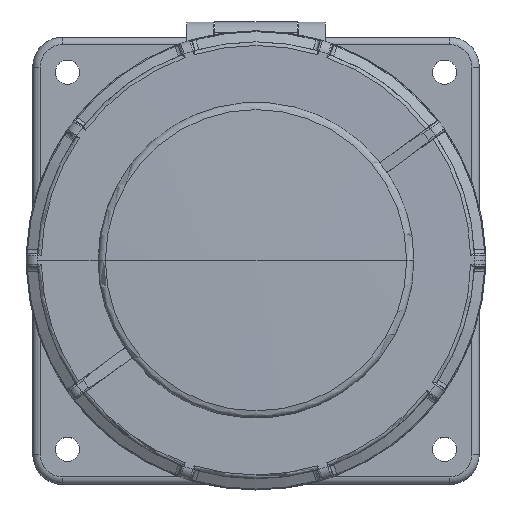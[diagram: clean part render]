
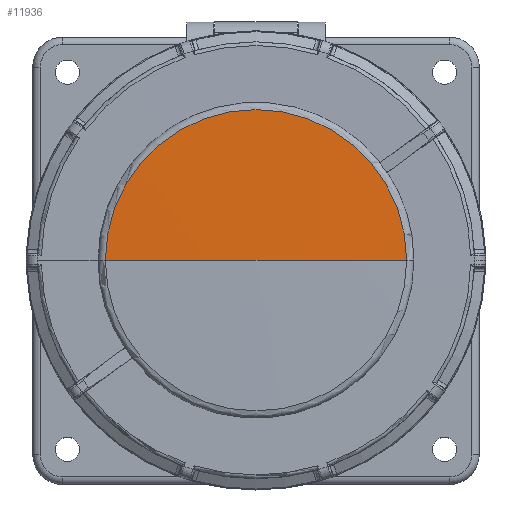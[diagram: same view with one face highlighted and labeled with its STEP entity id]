
A CAD part, top view. The second image highlights one B-rep face of the part: STEP entity #11936.
In plain terms, the highlighted spherical face has radius 1664.54 mm.
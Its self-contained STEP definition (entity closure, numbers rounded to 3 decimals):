
#1665 = DIRECTION ( 'NONE',  ( 0., 0., 1. ) ) ;
#2401 = EDGE_LOOP ( 'NONE', ( #19878, #18516, #16953 ) ) ;
#2585 = DIRECTION ( 'NONE',  ( 1., 0., 0. ) ) ;
#4503 = CIRCLE ( 'NONE', #17461, 1664.536 ) ;
#5223 = AXIS2_PLACEMENT_3D ( 'NONE', #20839, #10291, #12260 ) ;
#6326 = VERTEX_POINT ( 'NONE', #8293 ) ;
#7256 = FACE_OUTER_BOUND ( 'NONE', #2401, .T. ) ;
#7721 = EDGE_CURVE ( 'NONE', #17734, #24670, #14137, .T. ) ;
#8293 = CARTESIAN_POINT ( 'NONE',  ( 0., -0.009, 102.434 ) ) ;
#10291 = DIRECTION ( 'NONE',  ( 0., -1., 0. ) ) ;
#11936 = ADVANCED_FACE ( 'NONE', ( #7256 ), #22976, .T. ) ;
#12260 = DIRECTION ( 'NONE',  ( -1., 0., 0. ) ) ;
#13361 = DIRECTION ( 'NONE',  ( 0., -1., 0. ) ) ;
#13638 = CARTESIAN_POINT ( 'NONE',  ( 0., -0.009, -1562.102 ) ) ;
#13724 = AXIS2_PLACEMENT_3D ( 'NONE', #20624, #1665, #25288 ) ;
#14137 = CIRCLE ( 'NONE', #13724, 40.348 ) ;
#14197 = EDGE_CURVE ( 'NONE', #17734, #6326, #23500, .T. ) ;
#16719 = DIRECTION ( 'NONE',  ( 0., 0., 1. ) ) ;
#16758 = AXIS2_PLACEMENT_3D ( 'NONE', #13638, #13361, #2585 ) ;
#16953 = ORIENTED_EDGE ( 'NONE', *, *, #24251, .T. ) ;
#17255 = CARTESIAN_POINT ( 'NONE',  ( -40.348, -0.009, 101.945 ) ) ;
#17461 = AXIS2_PLACEMENT_3D ( 'NONE', #18430, #22812, #16719 ) ;
#17734 = VERTEX_POINT ( 'NONE', #23716 ) ;
#18430 = CARTESIAN_POINT ( 'NONE',  ( 0., -0.009, -1562.102 ) ) ;
#18516 = ORIENTED_EDGE ( 'NONE', *, *, #7721, .T. ) ;
#19878 = ORIENTED_EDGE ( 'NONE', *, *, #14197, .F. ) ;
#20624 = CARTESIAN_POINT ( 'NONE',  ( 0., -0.009, 101.945 ) ) ;
#20839 = CARTESIAN_POINT ( 'NONE',  ( 0., -0.009, -1562.102 ) ) ;
#22812 = DIRECTION ( 'NONE',  ( 0., 1., 0. ) ) ;
#22976 = SPHERICAL_SURFACE ( 'NONE', #5223, 1664.536 ) ;
#23500 = CIRCLE ( 'NONE', #16758, 1664.536 ) ;
#23716 = CARTESIAN_POINT ( 'NONE',  ( 40.348, -0.009, 101.945 ) ) ;
#24251 = EDGE_CURVE ( 'NONE', #24670, #6326, #4503, .T. ) ;
#24670 = VERTEX_POINT ( 'NONE', #17255 ) ;
#25288 = DIRECTION ( 'NONE',  ( -1., 0., 0. ) ) ;
